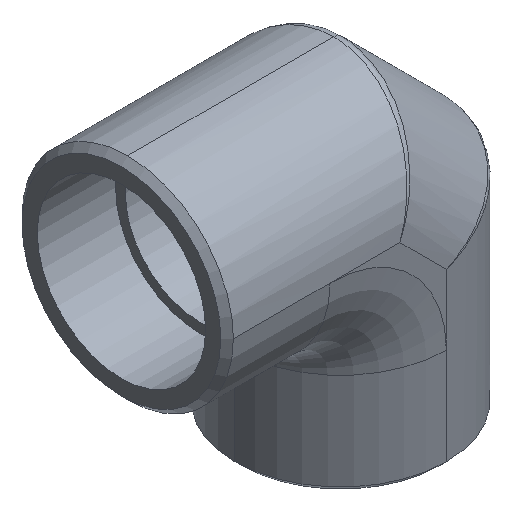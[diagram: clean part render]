
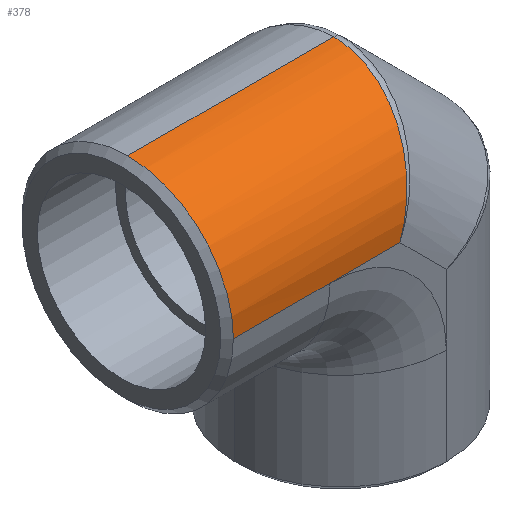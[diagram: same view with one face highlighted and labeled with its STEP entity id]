
A CAD part, isometric view. The second image highlights one B-rep face of the part: STEP entity #378.
In plain terms, the highlighted cylindrical face has radius 13.5 mm (diameter 27 mm), a partial arc.
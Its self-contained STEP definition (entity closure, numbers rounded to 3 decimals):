
#1 = ORIENTED_EDGE ( 'NONE', *, *, #867, .T. ) ;
#32 =( BOUNDED_CURVE ( )  B_SPLINE_CURVE ( 3, ( #763, #766, #767, #768 ),
 .UNSPECIFIED., .F., .T. ) 
 B_SPLINE_CURVE_WITH_KNOTS ( ( 4, 4 ),
 ( 4.712, 6.283 ),
 .UNSPECIFIED. ) 
 CURVE ( )  GEOMETRIC_REPRESENTATION_ITEM ( )  RATIONAL_B_SPLINE_CURVE ( ( 1., 0.805, 0.805, 1. ) ) 
 REPRESENTATION_ITEM ( '' )  );
#38 = AXIS2_PLACEMENT_3D ( 'NONE', #467, #466, #465 ) ;
#40 = ORIENTED_EDGE ( 'NONE', *, *, #854, .T. ) ;
#90 = ORIENTED_EDGE ( 'NONE', *, *, #868, .F. ) ;
#91 = ORIENTED_EDGE ( 'NONE', *, *, #874, .F. ) ;
#92 = ORIENTED_EDGE ( 'NONE', *, *, #865, .T. ) ;
#177 = EDGE_LOOP ( 'NONE', ( #1, #40, #90, #91, #92 ) ) ;
#213 = CYLINDRICAL_SURFACE ( 'NONE', #38, 13.5 ) ;
#219 = FACE_OUTER_BOUND ( 'NONE', #177, .T. ) ;
#286 = CIRCLE ( 'NONE', #352, 13.5 ) ;
#291 = LINE ( 'NONE', #772, #298 ) ;
#295 = LINE ( 'NONE', #775, #301 ) ;
#298 = VECTOR ( 'NONE', #773, 1000. ) ;
#301 = VECTOR ( 'NONE', #776, 1000. ) ;
#307 = LINE ( 'NONE', #790, #308 ) ;
#308 = VECTOR ( 'NONE', #791, 1000. ) ;
#352 = AXIS2_PLACEMENT_3D ( 'NONE', #734, #735, #736 ) ;
#378 = ADVANCED_FACE ( 'NONE', ( #219 ), #213, .T. ) ;
#408 = VERTEX_POINT ( 'NONE', #688 ) ;
#415 = VERTEX_POINT ( 'NONE', #693 ) ;
#418 = VERTEX_POINT ( 'NONE', #695 ) ;
#422 = VERTEX_POINT ( 'NONE', #699 ) ;
#429 = VERTEX_POINT ( 'NONE', #706 ) ;
#465 = DIRECTION ( 'NONE',  ( 0., 0., -1. ) ) ;
#466 = DIRECTION ( 'NONE',  ( 1., 0., 0. ) ) ;
#467 = CARTESIAN_POINT ( 'NONE',  ( -28., 0., 0. ) ) ;
#688 = CARTESIAN_POINT ( 'NONE',  ( -27.2, 0., 13.5 ) ) ;
#693 = CARTESIAN_POINT ( 'NONE',  ( -14.85, -13.5, 0. ) ) ;
#695 = CARTESIAN_POINT ( 'NONE',  ( -0.898, 0., 13.5 ) ) ;
#699 = CARTESIAN_POINT ( 'NONE',  ( -27.2, -13.5, 0. ) ) ;
#706 = CARTESIAN_POINT ( 'NONE',  ( -5.931, -13.5, 0. ) ) ;
#734 = CARTESIAN_POINT ( 'NONE',  ( -27.2, 0., 0. ) ) ;
#735 = DIRECTION ( 'NONE',  ( 1., 0., 0. ) ) ;
#736 = DIRECTION ( 'NONE',  ( 0., 0., -1. ) ) ;
#763 = CARTESIAN_POINT ( 'NONE',  ( -5.931, -13.5, 0. ) ) ;
#766 = CARTESIAN_POINT ( 'NONE',  ( -2.983, -13.5, 7.908 ) ) ;
#767 = CARTESIAN_POINT ( 'NONE',  ( -0.898, -7.908, 13.5 ) ) ;
#768 = CARTESIAN_POINT ( 'NONE',  ( -0.898, 0., 13.5 ) ) ;
#772 = CARTESIAN_POINT ( 'NONE',  ( -28., 0., 13.5 ) ) ;
#773 = DIRECTION ( 'NONE',  ( -1., 0., 0. ) ) ;
#775 = CARTESIAN_POINT ( 'NONE',  ( -28., -13.5, 0. ) ) ;
#776 = DIRECTION ( 'NONE',  ( -1., 0., 0. ) ) ;
#790 = CARTESIAN_POINT ( 'NONE',  ( -28., -13.5, 0. ) ) ;
#791 = DIRECTION ( 'NONE',  ( -1., 0., 0. ) ) ;
#854 = EDGE_CURVE ( 'NONE', #408, #422, #286, .T. ) ;
#865 = EDGE_CURVE ( 'NONE', #429, #418, #32, .T. ) ;
#867 = EDGE_CURVE ( 'NONE', #418, #408, #291, .T. ) ;
#868 = EDGE_CURVE ( 'NONE', #415, #422, #295, .T. ) ;
#874 = EDGE_CURVE ( 'NONE', #429, #415, #307, .T. ) ;
